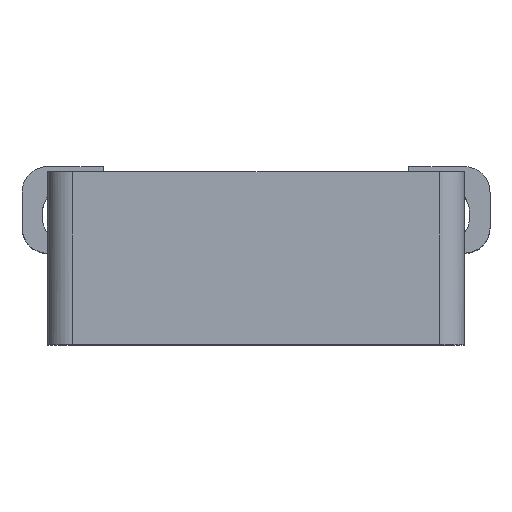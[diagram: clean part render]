
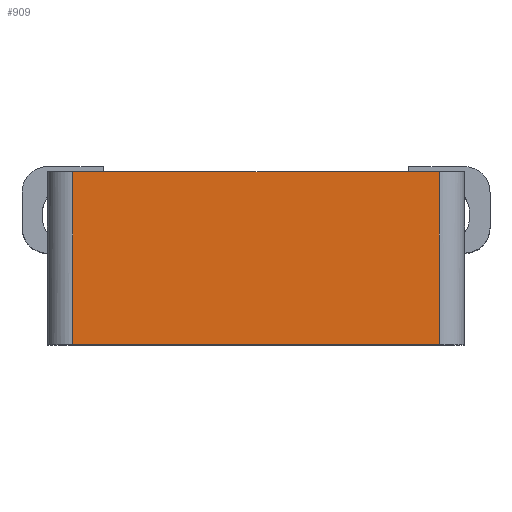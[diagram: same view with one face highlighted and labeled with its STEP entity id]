
A CAD part, top view. The second image highlights one B-rep face of the part: STEP entity #909.
In plain terms, the highlighted free-form (B-spline) face has degree [1, 1] with [2, 2] control points.
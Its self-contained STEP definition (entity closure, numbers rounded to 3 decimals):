
#247 = EDGE_CURVE('',#248,#250,#252,.T.);
#248 = VERTEX_POINT('',#249);
#249 = CARTESIAN_POINT('',(-2.19,0.,2.494));
#250 = VERTEX_POINT('',#251);
#251 = CARTESIAN_POINT('',(2.19,0.,2.494));
#252 = B_SPLINE_CURVE_WITH_KNOTS('',1,(#253,#254),.UNSPECIFIED.,.F.,.F.,
  (2,2),(0.25,3.85),.PIECEWISE_BEZIER_KNOTS.);
#253 = CARTESIAN_POINT('',(-2.19,0.,2.494));
#254 = CARTESIAN_POINT('',(2.19,0.,2.494));
#909 = ADVANCED_FACE('',(#910),#932,.F.);
#910 = FACE_BOUND('',#911,.T.);
#911 = EDGE_LOOP('',(#912,#921,#926,#927));
#912 = ORIENTED_EDGE('',*,*,#913,.F.);
#913 = EDGE_CURVE('',#914,#916,#918,.T.);
#914 = VERTEX_POINT('',#915);
#915 = CARTESIAN_POINT('',(-2.19,2.068,2.494
    ));
#916 = VERTEX_POINT('',#917);
#917 = CARTESIAN_POINT('',(2.19,2.068,2.494)
  );
#918 = B_SPLINE_CURVE_WITH_KNOTS('',1,(#919,#920),.UNSPECIFIED.,.F.,.F.,
  (2,2),(0.25,3.85),.PIECEWISE_BEZIER_KNOTS.);
#919 = CARTESIAN_POINT('',(-2.19,2.068,2.494
    ));
#920 = CARTESIAN_POINT('',(2.19,2.068,2.494)
  );
#921 = ORIENTED_EDGE('',*,*,#922,.T.);
#922 = EDGE_CURVE('',#914,#248,#923,.T.);
#923 = B_SPLINE_CURVE_WITH_KNOTS('',1,(#924,#925),.UNSPECIFIED.,.F.,.F.,
  (2,2),(0.,1.7),.PIECEWISE_BEZIER_KNOTS.);
#924 = CARTESIAN_POINT('',(-2.19,2.068,2.494
    ));
#925 = CARTESIAN_POINT('',(-2.19,0.,2.494));
#926 = ORIENTED_EDGE('',*,*,#247,.T.);
#927 = ORIENTED_EDGE('',*,*,#928,.T.);
#928 = EDGE_CURVE('',#250,#916,#929,.T.);
#929 = B_SPLINE_CURVE_WITH_KNOTS('',1,(#930,#931),.UNSPECIFIED.,.F.,.F.,
  (2,2),(-1.7,0.),.PIECEWISE_BEZIER_KNOTS.);
#930 = CARTESIAN_POINT('',(2.19,0.,2.494));
#931 = CARTESIAN_POINT('',(2.19,2.068,2.494)
  );
#932 = B_SPLINE_SURFACE_WITH_KNOTS('',1,1,(
    (#933,#934)
    ,(#935,#936
    )),.UNSPECIFIED.,.F.,.F.,.F.,(2,2),(2,2),(-3.85,-0.25),(-1.7,0.),
  .PIECEWISE_BEZIER_KNOTS.);
#933 = CARTESIAN_POINT('',(2.19,0.,2.494));
#934 = CARTESIAN_POINT('',(2.19,2.068,2.494)
  );
#935 = CARTESIAN_POINT('',(-2.19,0.,2.494));
#936 = CARTESIAN_POINT('',(-2.19,2.068,2.494
    ));
